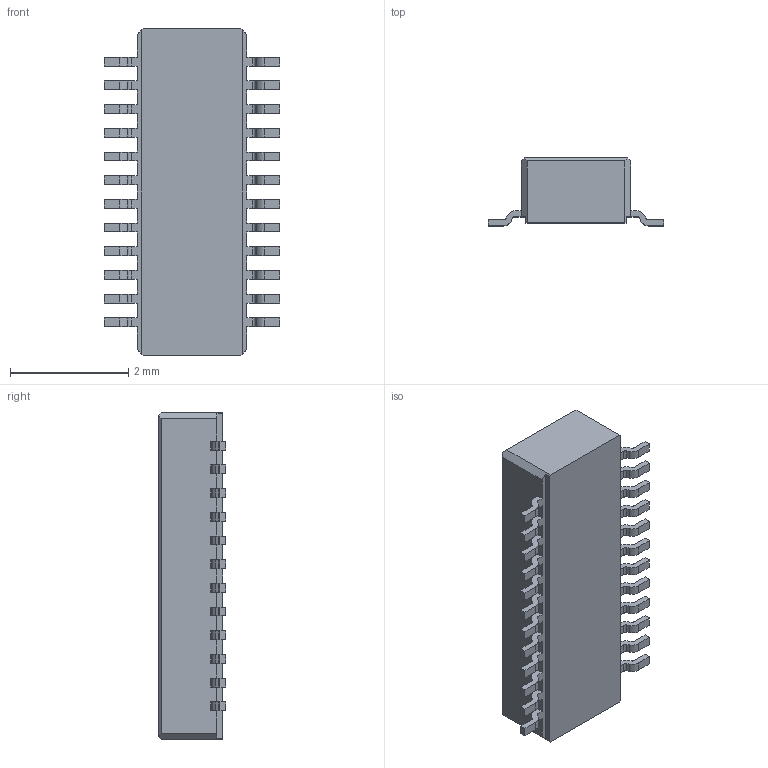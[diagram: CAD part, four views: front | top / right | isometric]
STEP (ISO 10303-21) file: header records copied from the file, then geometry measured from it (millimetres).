
FILE_DESCRIPTION (( 'STEP AP214' ), '1' );
FILE_NAME ('DF40C-20DP.STEP', '2018-03-19T14:38:08', ( '' ), ( '' ), 'SwSTEP 2.0', 'SolidWorks 2016', '' );
FILE_SCHEMA (( 'AUTOMOTIVE_DESIGN' ));
Length unit declared in the file: millimetre
Products named in the file (1): DF40C-20DP
Bounding box: 2.97 x 1.14 x 5.52 mm (x, y, z)
Volume: 7 mm3; surface area: 52.5 mm2
Topology: 1 solids, 1 shells, 371 faces, 1078 edges, 712 vertices
Faces by surface type: plane 237, cylinder 118, bspline 12, cone 4
Entity records: 13291 total; most frequent: CARTESIAN_POINT 2482, ORIENTED_EDGE 2156, DIRECTION 1986, EDGE_CURVE 1078, VECTOR 802, LINE 802, VERTEX_POINT 712, AXIS2_PLACEMENT_3D 592
